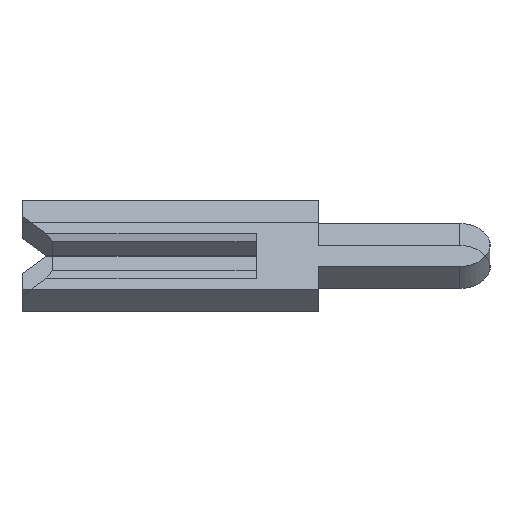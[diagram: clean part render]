
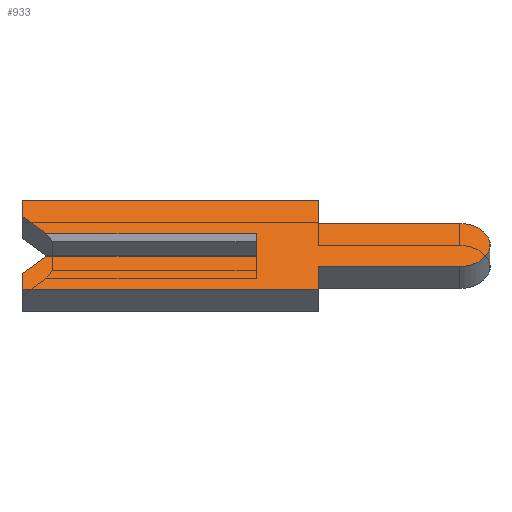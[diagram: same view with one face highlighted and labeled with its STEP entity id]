
A CAD part, left-side view. The second image highlights one B-rep face of the part: STEP entity #933.
In plain terms, the highlighted face is planar.
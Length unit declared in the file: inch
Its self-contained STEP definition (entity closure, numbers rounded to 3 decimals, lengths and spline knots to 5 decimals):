
#14 = DIRECTION ( 'NONE',  ( 0., 0., -1. ) ) ;
#43 = ORIENTED_EDGE ( 'NONE', *, *, #233, .F. ) ;
#55 = VECTOR ( 'NONE', #2230, 39.37008 ) ;
#74 = EDGE_CURVE ( 'NONE', #2264, #1035, #771, .T. ) ;
#88 = VERTEX_POINT ( 'NONE', #2233 ) ;
#98 = VECTOR ( 'NONE', #169, 39.37008 ) ;
#100 = CARTESIAN_POINT ( 'NONE',  ( -0.01, 0.15, 0.01 ) ) ;
#115 = LINE ( 'NONE', #1848, #1185 ) ;
#122 = LINE ( 'NONE', #355, #758 ) ;
#125 = DIRECTION ( 'NONE',  ( 0., 0., -1. ) ) ;
#148 = VERTEX_POINT ( 'NONE', #278 ) ;
#169 = DIRECTION ( 'NONE',  ( 0., 0.707, 0.707 ) ) ;
#208 = FACE_OUTER_BOUND ( 'NONE', #2084, .T. ) ;
#233 = EDGE_CURVE ( 'NONE', #1649, #148, #1452, .T. ) ;
#251 = CARTESIAN_POINT ( 'NONE',  ( -0.01, -0.1305, -0.01 ) ) ;
#257 = CARTESIAN_POINT ( 'NONE',  ( -0.01, 0.15, -0.04 ) ) ;
#273 = VERTEX_POINT ( 'NONE', #503 ) ;
#277 = CARTESIAN_POINT ( 'NONE',  ( -0.01, -0.04, -0.0195 ) ) ;
#278 = CARTESIAN_POINT ( 'NONE',  ( -0.01, 0.15, 0.04 ) ) ;
#288 = EDGE_CURVE ( 'NONE', #148, #2264, #1223, .T. ) ;
#328 = ORIENTED_EDGE ( 'NONE', *, *, #74, .F. ) ;
#329 = CARTESIAN_POINT ( 'NONE',  ( -0.01, 0.15, 0.04 ) ) ;
#355 = CARTESIAN_POINT ( 'NONE',  ( -0.01, 0.1305, -0.0065 ) ) ;
#377 = LINE ( 'NONE', #100, #55 ) ;
#381 = ORIENTED_EDGE ( 'NONE', *, *, #468, .F. ) ;
#434 = LINE ( 'NONE', #257, #2223 ) ;
#468 = EDGE_CURVE ( 'NONE', #659, #1649, #699, .T. ) ;
#469 = ORIENTED_EDGE ( 'NONE', *, *, #1781, .F. ) ;
#485 = VECTOR ( 'NONE', #736, 39.37008 ) ;
#503 = CARTESIAN_POINT ( 'NONE',  ( -0.01, -0.04, -0.0195 ) ) ;
#529 = CARTESIAN_POINT ( 'NONE',  ( -0.01, 0.15, -0.026 ) ) ;
#644 = DIRECTION ( 'NONE',  ( 1., 0., 0. ) ) ;
#659 = VERTEX_POINT ( 'NONE', #2121 ) ;
#670 = DIRECTION ( 'NONE',  ( 0., 0., 1. ) ) ;
#696 = VECTOR ( 'NONE', #1571, 39.37008 ) ;
#699 = LINE ( 'NONE', #1568, #98 ) ;
#736 = DIRECTION ( 'NONE',  ( 0., -1., 0. ) ) ;
#743 = VECTOR ( 'NONE', #1343, 39.37008 ) ;
#758 = VECTOR ( 'NONE', #887, 39.37008 ) ;
#771 = LINE ( 'NONE', #2253, #970 ) ;
#787 = EDGE_CURVE ( 'NONE', #881, #2197, #122, .T. ) ;
#791 = CARTESIAN_POINT ( 'NONE',  ( -0.01, -0.1305, 0.0195 ) ) ;
#814 = EDGE_CURVE ( 'NONE', #1097, #881, #1360, .T. ) ;
#830 = LINE ( 'NONE', #277, #885 ) ;
#835 = ORIENTED_EDGE ( 'NONE', *, *, #1065, .F. ) ;
#881 = VERTEX_POINT ( 'NONE', #529 ) ;
#885 = VECTOR ( 'NONE', #1694, 39.37008 ) ;
#887 = DIRECTION ( 'NONE',  ( 0., -0.707, 0.707 ) ) ;
#933 = ADVANCED_FACE ( 'NONE', ( #208 ), #1974, .F. ) ;
#955 = DIRECTION ( 'NONE',  ( 0., 1., 0. ) ) ;
#970 = VECTOR ( 'NONE', #2056, 39.37008 ) ;
#972 = AXIS2_PLACEMENT_3D ( 'NONE', #1784, #1230, #14 ) ;
#1035 = VERTEX_POINT ( 'NONE', #1618 ) ;
#1036 = ORIENTED_EDGE ( 'NONE', *, *, #288, .F. ) ;
#1065 = EDGE_CURVE ( 'NONE', #88, #1467, #1128, .T. ) ;
#1097 = VERTEX_POINT ( 'NONE', #1448 ) ;
#1128 = LINE ( 'NONE', #1265, #1883 ) ;
#1142 = EDGE_CURVE ( 'NONE', #1035, #2147, #1244, .T. ) ;
#1185 = VECTOR ( 'NONE', #1518, 39.37008 ) ;
#1223 = LINE ( 'NONE', #329, #696 ) ;
#1230 = DIRECTION ( 'NONE',  ( 1., 0., 0. ) ) ;
#1238 = CARTESIAN_POINT ( 'NONE',  ( -0.01, -0.04, 0.0195 ) ) ;
#1244 = LINE ( 'NONE', #1238, #485 ) ;
#1258 = ORIENTED_EDGE ( 'NONE', *, *, #2113, .F. ) ;
#1261 = DIRECTION ( 'NONE',  ( 0., 0., 1. ) ) ;
#1265 = CARTESIAN_POINT ( 'NONE',  ( -0.01, 0., 0.0065 ) ) ;
#1341 = ORIENTED_EDGE ( 'NONE', *, *, #1755, .F. ) ;
#1343 = DIRECTION ( 'NONE',  ( 0., -1., 0. ) ) ;
#1360 = LINE ( 'NONE', #1623, #1859 ) ;
#1393 = CARTESIAN_POINT ( 'NONE',  ( -0.01, 0.15, 0.026 ) ) ;
#1448 = CARTESIAN_POINT ( 'NONE',  ( -0.01, 0.15, -0.04 ) ) ;
#1452 = LINE ( 'NONE', #1393, #1866 ) ;
#1467 = VERTEX_POINT ( 'NONE', #2006 ) ;
#1509 = CARTESIAN_POINT ( 'NONE',  ( -0.01, -0.1305, -0.0195 ) ) ;
#1512 = ORIENTED_EDGE ( 'NONE', *, *, #1708, .T. ) ;
#1518 = DIRECTION ( 'NONE',  ( 0., 0., -1. ) ) ;
#1520 = AXIS2_PLACEMENT_3D ( 'NONE', #1874, #644, #125 ) ;
#1541 = ORIENTED_EDGE ( 'NONE', *, *, #2252, .F. ) ;
#1568 = CARTESIAN_POINT ( 'NONE',  ( -0.01, 0.1305, 0.0065 ) ) ;
#1571 = DIRECTION ( 'NONE',  ( 0., -1., 0. ) ) ;
#1598 = ORIENTED_EDGE ( 'NONE', *, *, #787, .F. ) ;
#1618 = CARTESIAN_POINT ( 'NONE',  ( -0.01, -0.04, 0.0195 ) ) ;
#1621 = ORIENTED_EDGE ( 'NONE', *, *, #1869, .F. ) ;
#1623 = CARTESIAN_POINT ( 'NONE',  ( -0.01, 0.15, -0.026 ) ) ;
#1649 = VERTEX_POINT ( 'NONE', #1831 ) ;
#1694 = DIRECTION ( 'NONE',  ( 0., 1., 0. ) ) ;
#1708 = EDGE_CURVE ( 'NONE', #659, #1467, #377, .T. ) ;
#1719 = ORIENTED_EDGE ( 'NONE', *, *, #814, .F. ) ;
#1755 = EDGE_CURVE ( 'NONE', #2010, #1097, #434, .T. ) ;
#1781 = EDGE_CURVE ( 'NONE', #1906, #273, #830, .T. ) ;
#1784 = CARTESIAN_POINT ( 'NONE',  ( -0.01, -0.1305, 0. ) ) ;
#1831 = CARTESIAN_POINT ( 'NONE',  ( -0.01, 0.15, 0.026 ) ) ;
#1848 = CARTESIAN_POINT ( 'NONE',  ( -0.01, -0.04, -0.04 ) ) ;
#1859 = VECTOR ( 'NONE', #1261, 39.37008 ) ;
#1863 = CARTESIAN_POINT ( 'NONE',  ( -0.01, -0.04, -0.04 ) ) ;
#1866 = VECTOR ( 'NONE', #670, 39.37008 ) ;
#1869 = EDGE_CURVE ( 'NONE', #273, #2010, #115, .T. ) ;
#1874 = CARTESIAN_POINT ( 'NONE',  ( -0.01, -0.1305, 0. ) ) ;
#1882 = CIRCLE ( 'NONE', #1520, 0.0195 ) ;
#1883 = VECTOR ( 'NONE', #1957, 39.37008 ) ;
#1906 = VERTEX_POINT ( 'NONE', #1509 ) ;
#1957 = DIRECTION ( 'NONE',  ( 0., 0., 1. ) ) ;
#1974 = PLANE ( 'NONE',  #972 ) ;
#2006 = CARTESIAN_POINT ( 'NONE',  ( -0.01, 0., 0.01 ) ) ;
#2010 = VERTEX_POINT ( 'NONE', #1863 ) ;
#2017 = LINE ( 'NONE', #251, #743 ) ;
#2055 = CARTESIAN_POINT ( 'NONE',  ( -0.01, -0.04, 0.04 ) ) ;
#2056 = DIRECTION ( 'NONE',  ( 0., 0., -1. ) ) ;
#2084 = EDGE_LOOP ( 'NONE', ( #1512, #835, #1258, #1598, #1719, #1341, #1621, #469, #1541, #2201, #328, #1036, #43, #381 ) ) ;
#2089 = CARTESIAN_POINT ( 'NONE',  ( -0.01, 0.134, -0.01 ) ) ;
#2113 = EDGE_CURVE ( 'NONE', #2197, #88, #2017, .T. ) ;
#2121 = CARTESIAN_POINT ( 'NONE',  ( -0.01, 0.134, 0.01 ) ) ;
#2147 = VERTEX_POINT ( 'NONE', #791 ) ;
#2197 = VERTEX_POINT ( 'NONE', #2089 ) ;
#2201 = ORIENTED_EDGE ( 'NONE', *, *, #1142, .F. ) ;
#2223 = VECTOR ( 'NONE', #955, 39.37008 ) ;
#2230 = DIRECTION ( 'NONE',  ( 0., -1., 0. ) ) ;
#2233 = CARTESIAN_POINT ( 'NONE',  ( -0.01, 0., -0.01 ) ) ;
#2252 = EDGE_CURVE ( 'NONE', #2147, #1906, #1882, .T. ) ;
#2253 = CARTESIAN_POINT ( 'NONE',  ( -0.01, -0.04, 0.04 ) ) ;
#2264 = VERTEX_POINT ( 'NONE', #2055 ) ;
